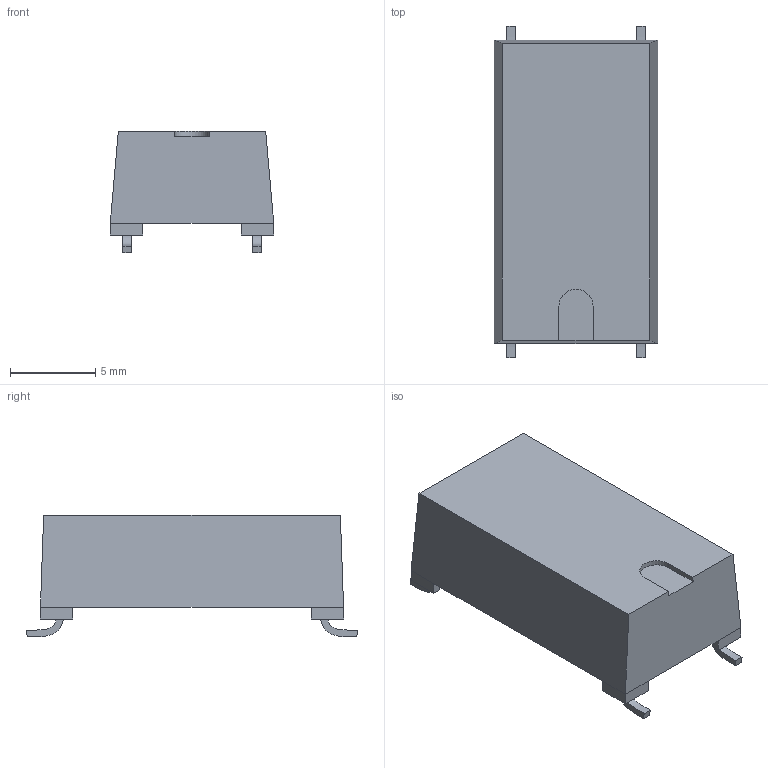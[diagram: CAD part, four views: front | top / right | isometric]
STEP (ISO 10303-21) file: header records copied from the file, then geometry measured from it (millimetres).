
FILE_DESCRIPTION (( 'STEP AP214' ), '1' );
FILE_NAME ('CNY65-SMD.STEP', '2015-12-03T05:06:00', ( '' ), ( '' ), 'SwSTEP 2.0', 'SolidWorks 2015', '' );
FILE_SCHEMA (( 'AUTOMOTIVE_DESIGN' ));
Length unit declared in the file: millimetre
Products named in the file (2): CNY65-SMD
Bounding box: 9.6 x 19.45 x 7.15 mm (x, y, z)
Volume: 873.6 mm3; surface area: 656.1 mm2
Topology: 1 solids, 1 shells, 58 faces, 144 edges, 92 vertices
Faces by surface type: plane 49, bspline 8, cylinder 1
Entity records: 2541 total; most frequent: CARTESIAN_POINT 752, ORIENTED_EDGE 288, DIRECTION 234, EDGE_CURVE 144, LINE 126, VECTOR 126, VERTEX_POINT 92, EDGE_LOOP 62
